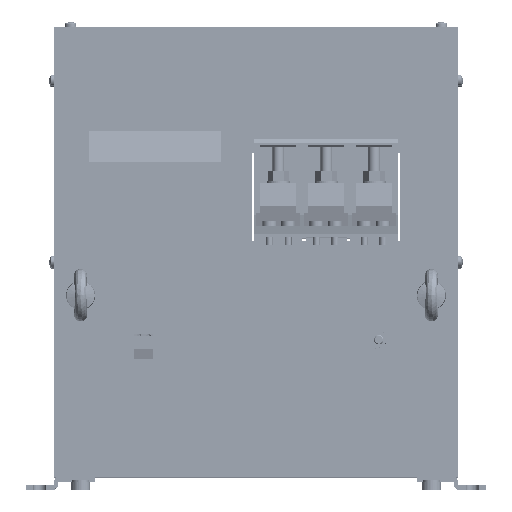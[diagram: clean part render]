
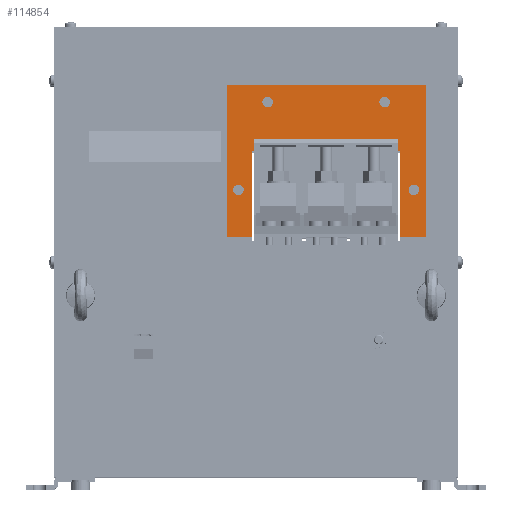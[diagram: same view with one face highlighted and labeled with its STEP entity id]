
A CAD part, top view. The second image highlights one B-rep face of the part: STEP entity #114854.
In plain terms, the highlighted planar face has unit normal (0, 0, 1).
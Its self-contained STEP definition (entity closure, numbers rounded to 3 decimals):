
#1257 = LINE ( 'NONE', #148185, #209251 ) ;
#2945 = ORIENTED_EDGE ( 'NONE', *, *, #56129, .F. ) ;
#4172 = DIRECTION ( 'NONE',  ( 0., 0., -1. ) ) ;
#7707 = LINE ( 'NONE', #17327, #20496 ) ;
#8468 = EDGE_CURVE ( 'NONE', #67437, #184132, #146559, .T. ) ;
#9106 = DIRECTION ( 'NONE',  ( -1., 0., 0. ) ) ;
#11770 = EDGE_CURVE ( 'NONE', #77537, #103540, #1257, .T. ) ;
#13666 = CARTESIAN_POINT ( 'NONE',  ( -3.501, 13.879, 417. ) ) ;
#14753 = EDGE_CURVE ( 'NONE', #211355, #79607, #148898, .T. ) ;
#16887 = DIRECTION ( 'NONE',  ( -1., 0., 0. ) ) ;
#17327 = CARTESIAN_POINT ( 'NONE',  ( 144.999, 13.879, 417. ) ) ;
#18887 = LINE ( 'NONE', #56427, #190588 ) ;
#19500 = CARTESIAN_POINT ( 'NONE',  ( 144.999, 143.879, 417. ) ) ;
#20065 = CIRCLE ( 'NONE', #180443, 4.5 ) ;
#20496 = VECTOR ( 'NONE', #178023, 1000. ) ;
#21440 = EDGE_LOOP ( 'NONE', ( #33036, #192475 ) ) ;
#21705 = VERTEX_POINT ( 'NONE', #30854 ) ;
#24342 = VERTEX_POINT ( 'NONE', #58948 ) ;
#27447 = CARTESIAN_POINT ( 'NONE',  ( 5.499, 128.879, 417. ) ) ;
#28103 = DIRECTION ( 'NONE',  ( -1., 0., 0. ) ) ;
#28639 = AXIS2_PLACEMENT_3D ( 'NONE', #170932, #170219, #88502 ) ;
#30214 = DIRECTION ( 'NONE',  ( 0., 0., 1. ) ) ;
#30854 = CARTESIAN_POINT ( 'NONE',  ( 123.499, 13.879, 417. ) ) ;
#30879 = DIRECTION ( 'NONE',  ( 0., 1., 0. ) ) ;
#31488 = CARTESIAN_POINT ( 'NONE',  ( -3.501, 86.879, 417. ) ) ;
#33036 = ORIENTED_EDGE ( 'NONE', *, *, #8468, .F. ) ;
#34364 = EDGE_CURVE ( 'NONE', #171893, #103540, #200102, .T. ) ;
#34535 = VECTOR ( 'NONE', #9106, 1000. ) ;
#37128 = CARTESIAN_POINT ( 'NONE',  ( 144.999, 13.879, 417. ) ) ;
#37130 = AXIS2_PLACEMENT_3D ( 'NONE', #78923, #92656, #111193 ) ;
#38403 = VERTEX_POINT ( 'NONE', #192584 ) ;
#38981 = CIRCLE ( 'NONE', #49155, 4.5 ) ;
#39267 = CARTESIAN_POINT ( 'NONE',  ( -3.501, 122.249, 417. ) ) ;
#39930 = CARTESIAN_POINT ( 'NONE',  ( 9.999, 128.879, 417. ) ) ;
#42417 = ORIENTED_EDGE ( 'NONE', *, *, #69708, .F. ) ;
#47845 = ORIENTED_EDGE ( 'NONE', *, *, #61255, .F. ) ;
#48173 = EDGE_CURVE ( 'NONE', #108849, #96928, #38981, .T. ) ;
#49155 = AXIS2_PLACEMENT_3D ( 'NONE', #62859, #113107, #161836 ) ;
#52466 = LINE ( 'NONE', #37128, #34535 ) ;
#56129 = EDGE_CURVE ( 'NONE', #171893, #143929, #7707, .T. ) ;
#56427 = CARTESIAN_POINT ( 'NONE',  ( 144.999, 143.879, 417. ) ) ;
#56542 = ORIENTED_EDGE ( 'NONE', *, *, #48173, .F. ) ;
#57591 = EDGE_CURVE ( 'NONE', #96928, #108849, #107164, .T. ) ;
#58948 = CARTESIAN_POINT ( 'NONE',  ( 130.499, 53.879, 417. ) ) ;
#59415 = CIRCLE ( 'NONE', #202343, 4.5 ) ;
#61255 = EDGE_CURVE ( 'NONE', #38403, #71621, #18887, .T. ) ;
#62859 = CARTESIAN_POINT ( 'NONE',  ( -15.001, 53.879, 417. ) ) ;
#67437 = VERTEX_POINT ( 'NONE', #144007 ) ;
#68482 = CARTESIAN_POINT ( 'NONE',  ( 114.499, 128.879, 417. ) ) ;
#68698 = FACE_BOUND ( 'NONE', #69080, .T. ) ;
#69080 = EDGE_LOOP ( 'NONE', ( #42417, #136376 ) ) ;
#69103 = VECTOR ( 'NONE', #154005, 1000. ) ;
#69708 = EDGE_CURVE ( 'NONE', #79607, #211355, #20065, .T. ) ;
#70332 = ORIENTED_EDGE ( 'NONE', *, *, #160338, .F. ) ;
#70712 = LINE ( 'NONE', #74062, #109229 ) ;
#71621 = VERTEX_POINT ( 'NONE', #19500 ) ;
#72439 = EDGE_CURVE ( 'NONE', #90822, #21705, #52466, .T. ) ;
#72661 = ORIENTED_EDGE ( 'NONE', *, *, #57591, .F. ) ;
#73023 = LINE ( 'NONE', #144997, #193693 ) ;
#74062 = CARTESIAN_POINT ( 'NONE',  ( 144.999, 143.879, 417. ) ) ;
#77537 = VERTEX_POINT ( 'NONE', #201228 ) ;
#78112 = CARTESIAN_POINT ( 'NONE',  ( 134.999, 53.879, 417. ) ) ;
#78923 = CARTESIAN_POINT ( 'NONE',  ( 9.999, 128.879, 417. ) ) ;
#79607 = VERTEX_POINT ( 'NONE', #27447 ) ;
#82805 = ORIENTED_EDGE ( 'NONE', *, *, #72439, .F. ) ;
#88483 = ORIENTED_EDGE ( 'NONE', *, *, #96524, .T. ) ;
#88502 = DIRECTION ( 'NONE',  ( -1., 0., 0. ) ) ;
#88612 = CARTESIAN_POINT ( 'NONE',  ( -10.501, 53.879, 417. ) ) ;
#90822 = VERTEX_POINT ( 'NONE', #139423 ) ;
#91525 = CARTESIAN_POINT ( 'NONE',  ( 139.499, 53.879, 417. ) ) ;
#92361 = EDGE_LOOP ( 'NONE', ( #151472, #182733 ) ) ;
#92656 = DIRECTION ( 'NONE',  ( 0., 0., 1. ) ) ;
#93663 = DIRECTION ( 'NONE',  ( 0., 0., 1. ) ) ;
#96524 = EDGE_CURVE ( 'NONE', #77537, #21705, #201853, .T. ) ;
#96852 = DIRECTION ( 'NONE',  ( 0., 0., 1. ) ) ;
#96928 = VERTEX_POINT ( 'NONE', #88612 ) ;
#97302 = AXIS2_PLACEMENT_3D ( 'NONE', #193653, #96852, #211651 ) ;
#100442 = ORIENTED_EDGE ( 'NONE', *, *, #206034, .F. ) ;
#103540 = VERTEX_POINT ( 'NONE', #31488 ) ;
#107164 = CIRCLE ( 'NONE', #97302, 4.5 ) ;
#108849 = VERTEX_POINT ( 'NONE', #148996 ) ;
#109229 = VECTOR ( 'NONE', #155811, 1000. ) ;
#111193 = DIRECTION ( 'NONE',  ( -1., 0., 0. ) ) ;
#111284 = AXIS2_PLACEMENT_3D ( 'NONE', #135468, #4172, #138283 ) ;
#111706 = DIRECTION ( 'NONE',  ( 0., -1., 0. ) ) ;
#112795 = EDGE_CURVE ( 'NONE', #150944, #24342, #149724, .T. ) ;
#113107 = DIRECTION ( 'NONE',  ( 0., 0., 1. ) ) ;
#114476 = AXIS2_PLACEMENT_3D ( 'NONE', #129226, #30214, #28103 ) ;
#114854 = ADVANCED_FACE ( 'NONE', ( #68698, #207349, #114864, #199683, #155964 ), #151209, .F. ) ;
#114864 = FACE_BOUND ( 'NONE', #92361, .T. ) ;
#126376 = CARTESIAN_POINT ( 'NONE',  ( 14.499, 128.879, 417. ) ) ;
#129226 = CARTESIAN_POINT ( 'NONE',  ( 109.999, 128.879, 417. ) ) ;
#130007 = VECTOR ( 'NONE', #111706, 1000. ) ;
#135468 = CARTESIAN_POINT ( 'NONE',  ( 59.999, 78.879, 417. ) ) ;
#136376 = ORIENTED_EDGE ( 'NONE', *, *, #14753, .F. ) ;
#138283 = DIRECTION ( 'NONE',  ( -1., 0., 0. ) ) ;
#139423 = CARTESIAN_POINT ( 'NONE',  ( 144.999, 13.879, 417. ) ) ;
#143929 = VERTEX_POINT ( 'NONE', #155829 ) ;
#144007 = CARTESIAN_POINT ( 'NONE',  ( 105.499, 128.879, 417. ) ) ;
#144997 = CARTESIAN_POINT ( 'NONE',  ( -25.001, 143.879, 417. ) ) ;
#145076 = EDGE_CURVE ( 'NONE', #184132, #67437, #208145, .T. ) ;
#146559 = CIRCLE ( 'NONE', #114476, 4.5 ) ;
#148185 = CARTESIAN_POINT ( 'NONE',  ( 59.999, 86.879, 417. ) ) ;
#148898 = CIRCLE ( 'NONE', #37130, 4.5 ) ;
#148996 = CARTESIAN_POINT ( 'NONE',  ( -19.501, 53.879, 417. ) ) ;
#149724 = CIRCLE ( 'NONE', #28639, 4.5 ) ;
#150944 = VERTEX_POINT ( 'NONE', #91525 ) ;
#151209 = PLANE ( 'NONE',  #111284 ) ;
#151472 = ORIENTED_EDGE ( 'NONE', *, *, #196311, .F. ) ;
#153956 = DIRECTION ( 'NONE',  ( -1., 0., 0. ) ) ;
#154005 = DIRECTION ( 'NONE',  ( 0., 1., 0. ) ) ;
#155811 = DIRECTION ( 'NONE',  ( 0., -1., 0. ) ) ;
#155829 = CARTESIAN_POINT ( 'NONE',  ( -25.001, 13.879, 417. ) ) ;
#155964 = FACE_OUTER_BOUND ( 'NONE', #175332, .T. ) ;
#160338 = EDGE_CURVE ( 'NONE', #143929, #38403, #73023, .T. ) ;
#161836 = DIRECTION ( 'NONE',  ( -1., 0., 0. ) ) ;
#162164 = ORIENTED_EDGE ( 'NONE', *, *, #34364, .T. ) ;
#170219 = DIRECTION ( 'NONE',  ( 0., 0., 1. ) ) ;
#170932 = CARTESIAN_POINT ( 'NONE',  ( 134.999, 53.879, 417. ) ) ;
#171893 = VERTEX_POINT ( 'NONE', #13666 ) ;
#175332 = EDGE_LOOP ( 'NONE', ( #200011, #88483, #82805, #100442, #47845, #70332, #2945, #162164 ) ) ;
#175647 = DIRECTION ( 'NONE',  ( -1., 0., 0. ) ) ;
#178023 = DIRECTION ( 'NONE',  ( -1., 0., 0. ) ) ;
#180443 = AXIS2_PLACEMENT_3D ( 'NONE', #39930, #187024, #153956 ) ;
#182733 = ORIENTED_EDGE ( 'NONE', *, *, #112795, .F. ) ;
#184132 = VERTEX_POINT ( 'NONE', #68482 ) ;
#185620 = DIRECTION ( 'NONE',  ( 1., 0., 0. ) ) ;
#187024 = DIRECTION ( 'NONE',  ( 0., 0., 1. ) ) ;
#188790 = AXIS2_PLACEMENT_3D ( 'NONE', #191883, #93663, #191183 ) ;
#189610 = EDGE_LOOP ( 'NONE', ( #56542, #72661 ) ) ;
#190588 = VECTOR ( 'NONE', #185620, 1000. ) ;
#191183 = DIRECTION ( 'NONE',  ( -1., 0., 0. ) ) ;
#191883 = CARTESIAN_POINT ( 'NONE',  ( 109.999, 128.879, 417. ) ) ;
#192475 = ORIENTED_EDGE ( 'NONE', *, *, #145076, .F. ) ;
#192584 = CARTESIAN_POINT ( 'NONE',  ( -25.001, 143.879, 417. ) ) ;
#193653 = CARTESIAN_POINT ( 'NONE',  ( -15.001, 53.879, 417. ) ) ;
#193693 = VECTOR ( 'NONE', #30879, 1000. ) ;
#196311 = EDGE_CURVE ( 'NONE', #24342, #150944, #59415, .T. ) ;
#199683 = FACE_BOUND ( 'NONE', #189610, .T. ) ;
#200011 = ORIENTED_EDGE ( 'NONE', *, *, #11770, .F. ) ;
#200102 = LINE ( 'NONE', #39267, #69103 ) ;
#201228 = CARTESIAN_POINT ( 'NONE',  ( 123.499, 86.879, 417. ) ) ;
#201853 = LINE ( 'NONE', #210771, #130007 ) ;
#202343 = AXIS2_PLACEMENT_3D ( 'NONE', #78112, #208767, #175647 ) ;
#206034 = EDGE_CURVE ( 'NONE', #71621, #90822, #70712, .T. ) ;
#207349 = FACE_BOUND ( 'NONE', #21440, .T. ) ;
#208145 = CIRCLE ( 'NONE', #188790, 4.5 ) ;
#208767 = DIRECTION ( 'NONE',  ( 0., 0., 1. ) ) ;
#209251 = VECTOR ( 'NONE', #16887, 1000. ) ;
#210771 = CARTESIAN_POINT ( 'NONE',  ( 123.499, 122.249, 417. ) ) ;
#211355 = VERTEX_POINT ( 'NONE', #126376 ) ;
#211651 = DIRECTION ( 'NONE',  ( -1., 0., 0. ) ) ;
